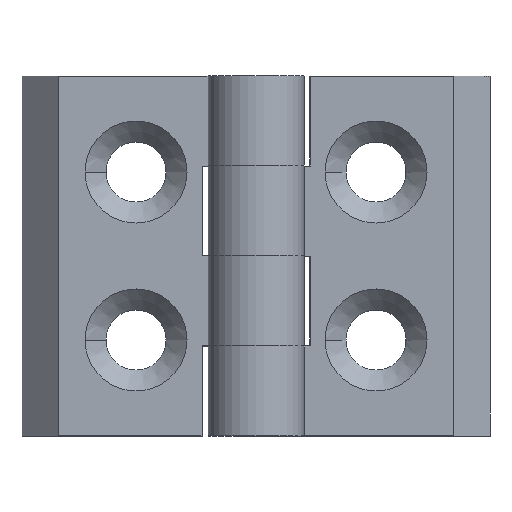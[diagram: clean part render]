
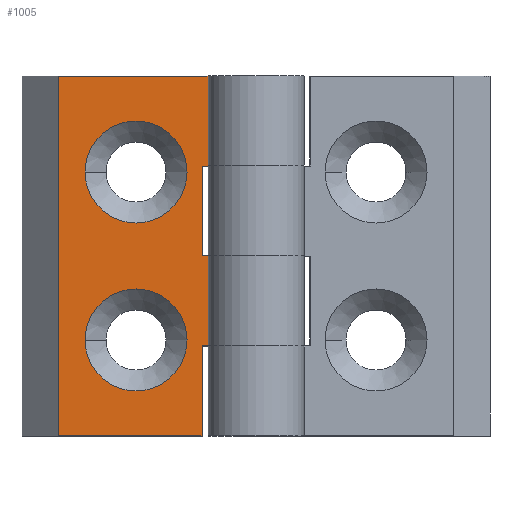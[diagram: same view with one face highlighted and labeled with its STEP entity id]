
A CAD part, top view. The second image highlights one B-rep face of the part: STEP entity #1005.
In plain terms, the highlighted planar face has unit normal (0, 0, 1).
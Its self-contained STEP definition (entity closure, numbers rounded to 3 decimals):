
#3 = VECTOR ( 'NONE', #800, 1000. ) ;
#24 = EDGE_LOOP ( 'NONE', ( #1438, #753 ) ) ;
#26 = VECTOR ( 'NONE', #727, 1000. ) ;
#39 = FACE_BOUND ( 'NONE', #24, .T. ) ;
#61 = DIRECTION ( 'NONE',  ( -1., 0., 0. ) ) ;
#86 = CARTESIAN_POINT ( 'NONE',  ( -16.5, 15., 0. ) ) ;
#100 = EDGE_LOOP ( 'NONE', ( #778, #1037, #1355, #1458, #1383, #270, #1526, #679, #970, #959 ) ) ;
#122 = VECTOR ( 'NONE', #374, 1000. ) ;
#124 = DIRECTION ( 'NONE',  ( 1., 0., 0. ) ) ;
#125 = VECTOR ( 'NONE', #1062, 1000. ) ;
#127 = DIRECTION ( 'NONE',  ( 0., 0., 1. ) ) ;
#167 = CARTESIAN_POINT ( 'NONE',  ( -14.25, -7., 0. ) ) ;
#169 = CARTESIAN_POINT ( 'NONE',  ( -16.5, 15., 0. ) ) ;
#177 = CARTESIAN_POINT ( 'NONE',  ( -16.5, -15., 0. ) ) ;
#179 = VERTEX_POINT ( 'NONE', #268 ) ;
#189 = LINE ( 'NONE', #86, #3 ) ;
#190 = VERTEX_POINT ( 'NONE', #1210 ) ;
#193 = EDGE_CURVE ( 'NONE', #242, #1151, #389, .T. ) ;
#199 = VECTOR ( 'NONE', #328, 1000. ) ;
#221 = EDGE_CURVE ( 'NONE', #190, #242, #873, .T. ) ;
#223 = DIRECTION ( 'NONE',  ( 0., 1., 0. ) ) ;
#227 = DIRECTION ( 'NONE',  ( 0., 0., 1. ) ) ;
#229 = CARTESIAN_POINT ( 'NONE',  ( -4.5, -7.5, 0. ) ) ;
#242 = VERTEX_POINT ( 'NONE', #524 ) ;
#250 = LINE ( 'NONE', #1087, #125 ) ;
#252 = EDGE_CURVE ( 'NONE', #1235, #793, #1112, .T. ) ;
#259 = EDGE_CURVE ( 'NONE', #1497, #759, #1238, .T. ) ;
#268 = CARTESIAN_POINT ( 'NONE',  ( -16.5, 15., 0. ) ) ;
#270 = ORIENTED_EDGE ( 'NONE', *, *, #259, .T. ) ;
#287 = DIRECTION ( 'NONE',  ( 0., 1., 0. ) ) ;
#295 = EDGE_CURVE ( 'NONE', #604, #1151, #305, .T. ) ;
#301 = CARTESIAN_POINT ( 'NONE',  ( -4., 0., 0. ) ) ;
#305 = LINE ( 'NONE', #1378, #491 ) ;
#328 = DIRECTION ( 'NONE',  ( 0., -1., 0. ) ) ;
#343 = CARTESIAN_POINT ( 'NONE',  ( -4., -7.5, 0. ) ) ;
#344 = AXIS2_PLACEMENT_3D ( 'NONE', #611, #127, #1456 ) ;
#374 = DIRECTION ( 'NONE',  ( 1., 0., 0. ) ) ;
#389 = LINE ( 'NONE', #1479, #122 ) ;
#401 = DIRECTION ( 'NONE',  ( 0., 0., 1. ) ) ;
#403 = DIRECTION ( 'NONE',  ( 1., 0., 0. ) ) ;
#410 = DIRECTION ( 'NONE',  ( 0., -1., 0. ) ) ;
#417 = EDGE_CURVE ( 'NONE', #179, #1497, #1001, .T. ) ;
#423 = VERTEX_POINT ( 'NONE', #1503 ) ;
#437 = EDGE_CURVE ( 'NONE', #759, #846, #606, .T. ) ;
#491 = VECTOR ( 'NONE', #410, 1000. ) ;
#492 = DIRECTION ( 'NONE',  ( 1., 0., 0. ) ) ;
#503 = DIRECTION ( 'NONE',  ( 1., 0., 0. ) ) ;
#505 = VERTEX_POINT ( 'NONE', #343 ) ;
#511 = CARTESIAN_POINT ( 'NONE',  ( -10., -7., 0. ) ) ;
#524 = CARTESIAN_POINT ( 'NONE',  ( -4.5, 7.5, 0. ) ) ;
#556 = EDGE_CURVE ( 'NONE', #1211, #505, #949, .T. ) ;
#567 = CARTESIAN_POINT ( 'NONE',  ( -4., 7.5, 0. ) ) ;
#583 = CARTESIAN_POINT ( 'NONE',  ( -10., 7., 0. ) ) ;
#604 = VERTEX_POINT ( 'NONE', #971 ) ;
#606 = LINE ( 'NONE', #1161, #1265 ) ;
#611 = CARTESIAN_POINT ( 'NONE',  ( -10., -7., 0. ) ) ;
#613 = EDGE_CURVE ( 'NONE', #846, #505, #1135, .T. ) ;
#625 = ORIENTED_EDGE ( 'NONE', *, *, #968, .F. ) ;
#679 = ORIENTED_EDGE ( 'NONE', *, *, #613, .T. ) ;
#727 = DIRECTION ( 'NONE',  ( 1., 0., 0. ) ) ;
#748 = FACE_BOUND ( 'NONE', #830, .T. ) ;
#753 = ORIENTED_EDGE ( 'NONE', *, *, #252, .F. ) ;
#759 = VERTEX_POINT ( 'NONE', #1167 ) ;
#778 = ORIENTED_EDGE ( 'NONE', *, *, #221, .T. ) ;
#793 = VERTEX_POINT ( 'NONE', #1409 ) ;
#800 = DIRECTION ( 'NONE',  ( 1., 0., 0. ) ) ;
#830 = EDGE_LOOP ( 'NONE', ( #625, #1065 ) ) ;
#846 = VERTEX_POINT ( 'NONE', #229 ) ;
#864 = VECTOR ( 'NONE', #1297, 1000. ) ;
#868 = CARTESIAN_POINT ( 'NONE',  ( -16.5, -15., 0. ) ) ;
#873 = LINE ( 'NONE', #1353, #985 ) ;
#874 = EDGE_CURVE ( 'NONE', #1211, #190, #250, .T. ) ;
#877 = FACE_OUTER_BOUND ( 'NONE', #100, .T. ) ;
#949 = LINE ( 'NONE', #1434, #864 ) ;
#959 = ORIENTED_EDGE ( 'NONE', *, *, #874, .T. ) ;
#961 = VECTOR ( 'NONE', #492, 1000. ) ;
#968 = EDGE_CURVE ( 'NONE', #423, #1544, #1553, .T. ) ;
#970 = ORIENTED_EDGE ( 'NONE', *, *, #556, .F. ) ;
#971 = CARTESIAN_POINT ( 'NONE',  ( -4., 15., 0. ) ) ;
#985 = VECTOR ( 'NONE', #287, 1000. ) ;
#996 = CARTESIAN_POINT ( 'NONE',  ( -10., 7., 0. ) ) ;
#1001 = LINE ( 'NONE', #1403, #199 ) ;
#1005 = ADVANCED_FACE ( 'NONE', ( #39, #748, #877 ), #1471, .F. ) ;
#1026 = EDGE_CURVE ( 'NONE', #1544, #423, #1398, .T. ) ;
#1037 = ORIENTED_EDGE ( 'NONE', *, *, #193, .T. ) ;
#1062 = DIRECTION ( 'NONE',  ( -1., 0., 0. ) ) ;
#1065 = ORIENTED_EDGE ( 'NONE', *, *, #1026, .F. ) ;
#1067 = CIRCLE ( 'NONE', #1117, 4.25 ) ;
#1082 = CARTESIAN_POINT ( 'NONE',  ( -16.5, -7.5, 0. ) ) ;
#1087 = CARTESIAN_POINT ( 'NONE',  ( -16.5, 0., 0. ) ) ;
#1112 = CIRCLE ( 'NONE', #1316, 4.25 ) ;
#1117 = AXIS2_PLACEMENT_3D ( 'NONE', #583, #227, #124 ) ;
#1135 = LINE ( 'NONE', #1082, #26 ) ;
#1151 = VERTEX_POINT ( 'NONE', #567 ) ;
#1161 = CARTESIAN_POINT ( 'NONE',  ( -4.5, 15., 0. ) ) ;
#1167 = CARTESIAN_POINT ( 'NONE',  ( -4.5, -15., 0. ) ) ;
#1210 = CARTESIAN_POINT ( 'NONE',  ( -4.5, 0., 0. ) ) ;
#1211 = VERTEX_POINT ( 'NONE', #301 ) ;
#1216 = AXIS2_PLACEMENT_3D ( 'NONE', #169, #1229, #61 ) ;
#1220 = EDGE_CURVE ( 'NONE', #179, #604, #189, .T. ) ;
#1229 = DIRECTION ( 'NONE',  ( 0., 0., -1. ) ) ;
#1235 = VERTEX_POINT ( 'NONE', #1382 ) ;
#1238 = LINE ( 'NONE', #177, #961 ) ;
#1265 = VECTOR ( 'NONE', #223, 1000. ) ;
#1268 = AXIS2_PLACEMENT_3D ( 'NONE', #511, #401, #503 ) ;
#1297 = DIRECTION ( 'NONE',  ( 0., -1., 0. ) ) ;
#1316 = AXIS2_PLACEMENT_3D ( 'NONE', #996, #1484, #403 ) ;
#1353 = CARTESIAN_POINT ( 'NONE',  ( -4.5, 15., 0. ) ) ;
#1355 = ORIENTED_EDGE ( 'NONE', *, *, #295, .F. ) ;
#1376 = EDGE_CURVE ( 'NONE', #793, #1235, #1067, .T. ) ;
#1378 = CARTESIAN_POINT ( 'NONE',  ( -4., 15., 0. ) ) ;
#1382 = CARTESIAN_POINT ( 'NONE',  ( -14.25, 7., 0. ) ) ;
#1383 = ORIENTED_EDGE ( 'NONE', *, *, #417, .T. ) ;
#1398 = CIRCLE ( 'NONE', #1268, 4.25 ) ;
#1403 = CARTESIAN_POINT ( 'NONE',  ( -16.5, 15., 0. ) ) ;
#1409 = CARTESIAN_POINT ( 'NONE',  ( -5.75, 7., 0. ) ) ;
#1434 = CARTESIAN_POINT ( 'NONE',  ( -4., 15., 0. ) ) ;
#1438 = ORIENTED_EDGE ( 'NONE', *, *, #1376, .F. ) ;
#1456 = DIRECTION ( 'NONE',  ( 1., 0., 0. ) ) ;
#1458 = ORIENTED_EDGE ( 'NONE', *, *, #1220, .F. ) ;
#1471 = PLANE ( 'NONE',  #1216 ) ;
#1479 = CARTESIAN_POINT ( 'NONE',  ( -16.5, 7.5, 0. ) ) ;
#1484 = DIRECTION ( 'NONE',  ( 0., 0., 1. ) ) ;
#1497 = VERTEX_POINT ( 'NONE', #868 ) ;
#1503 = CARTESIAN_POINT ( 'NONE',  ( -5.75, -7., 0. ) ) ;
#1526 = ORIENTED_EDGE ( 'NONE', *, *, #437, .T. ) ;
#1544 = VERTEX_POINT ( 'NONE', #167 ) ;
#1553 = CIRCLE ( 'NONE', #344, 4.25 ) ;
